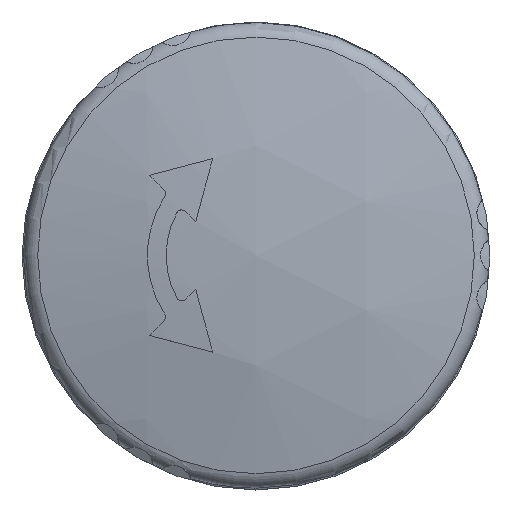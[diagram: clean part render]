
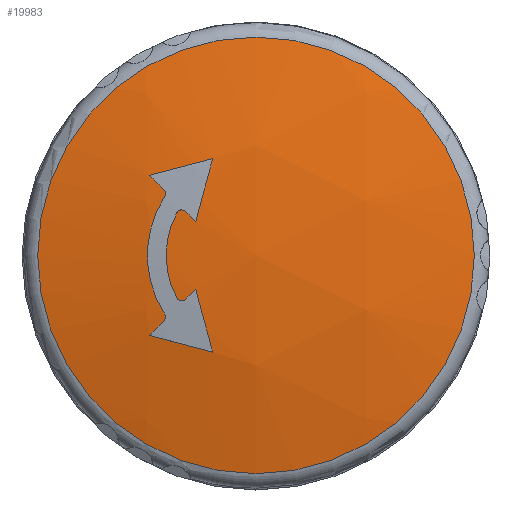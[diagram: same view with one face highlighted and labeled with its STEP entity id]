
A CAD part, top view. The second image highlights one B-rep face of the part: STEP entity #19983.
In plain terms, the highlighted spherical face has radius 50 mm.
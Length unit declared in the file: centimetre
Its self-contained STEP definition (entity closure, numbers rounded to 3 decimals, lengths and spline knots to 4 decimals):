
#16=SPHERICAL_SURFACE('',#21236,5.);
#50=ELLIPSE('',#21207,0.0301,0.03);
#996=FACE_BOUND('',#3175,.T.);
#1074=B_SPLINE_CURVE_WITH_KNOTS('',3,(#33071,#33072,#33073,#33074,#33075,
#33076,#33077,#33078,#33079,#33080),.UNSPECIFIED.,.F.,.F.,(4,2,2,2,4),(-0.0391,
-0.034,-0.0227,-0.0114,0.),
 .UNSPECIFIED.);
#1075=B_SPLINE_CURVE_WITH_KNOTS('',3,(#33100,#33101,#33102,#33103,#33104,
#33105,#33106,#33107,#33108,#33109,#33110,#33111),.UNSPECIFIED.,.F.,.F.,
(4,2,2,2,2,4),(-0.0538,-0.0453,-0.034,
-0.0226,-0.0113,0.),.UNSPECIFIED.);
#1076=B_SPLINE_CURVE_WITH_KNOTS('',3,(#33118,#33119,#33120,#33121,#33122,
#33123,#33124,#33125,#33126,#33127),.UNSPECIFIED.,.F.,.F.,(4,2,2,2,4),(-0.0391,
-0.034,-0.0226,-0.0113,0.),
 .UNSPECIFIED.);
#2095=FACE_OUTER_BOUND('',#3174,.T.);
#3174=EDGE_LOOP('',(#18552));
#3175=EDGE_LOOP('',(#18553,#18554,#18555,#18556,#18557,#18558,#18559,#18560,
#18561,#18562,#18563,#18564,#18565,#18566));
#3448=CIRCLE('',#21184,0.58);
#3449=CIRCLE('',#21187,4.999);
#3450=CIRCLE('',#21189,4.9687);
#3451=CIRCLE('',#21191,4.9872);
#3452=CIRCLE('',#21193,4.999);
#3453=CIRCLE('',#21196,0.48);
#3454=CIRCLE('',#21199,4.999);
#3455=CIRCLE('',#21201,4.9687);
#3456=CIRCLE('',#21203,4.9872);
#3457=CIRCLE('',#21205,4.999);
#3471=CIRCLE('',#21228,1.1663);
#10214=VERTEX_POINT('',#33063);
#10215=VERTEX_POINT('',#33065);
#10216=VERTEX_POINT('',#33069);
#10217=VERTEX_POINT('',#33082);
#10218=VERTEX_POINT('',#33086);
#10219=VERTEX_POINT('',#33090);
#10220=VERTEX_POINT('',#33094);
#10221=VERTEX_POINT('',#33098);
#10222=VERTEX_POINT('',#33113);
#10223=VERTEX_POINT('',#33117);
#10224=VERTEX_POINT('',#33130);
#10225=VERTEX_POINT('',#33134);
#10226=VERTEX_POINT('',#33138);
#10227=VERTEX_POINT('',#33142);
#10250=VERTEX_POINT('',#33810);
#13005=EDGE_CURVE('',#10215,#10214,#3448,.T.);
#13008=EDGE_CURVE('',#10214,#10216,#1074,.T.);
#13010=EDGE_CURVE('',#10216,#10217,#3449,.T.);
#13012=EDGE_CURVE('',#10217,#10218,#3450,.T.);
#13014=EDGE_CURVE('',#10218,#10219,#3451,.T.);
#13016=EDGE_CURVE('',#10219,#10220,#3452,.T.);
#13018=EDGE_CURVE('',#10220,#10221,#1075,.T.);
#13020=EDGE_CURVE('',#10221,#10222,#3453,.T.);
#13021=EDGE_CURVE('',#10223,#10215,#1076,.T.);
#13023=EDGE_CURVE('',#10224,#10223,#3454,.T.);
#13025=EDGE_CURVE('',#10225,#10224,#3455,.T.);
#13027=EDGE_CURVE('',#10226,#10225,#3456,.T.);
#13029=EDGE_CURVE('',#10227,#10226,#3457,.T.);
#13031=EDGE_CURVE('',#10222,#10227,#50,.T.);
#13063=EDGE_CURVE('',#10250,#10250,#3471,.T.);
#18552=ORIENTED_EDGE('',*,*,#13063,.F.);
#18553=ORIENTED_EDGE('',*,*,#13020,.T.);
#18554=ORIENTED_EDGE('',*,*,#13031,.T.);
#18555=ORIENTED_EDGE('',*,*,#13029,.T.);
#18556=ORIENTED_EDGE('',*,*,#13027,.T.);
#18557=ORIENTED_EDGE('',*,*,#13025,.T.);
#18558=ORIENTED_EDGE('',*,*,#13023,.T.);
#18559=ORIENTED_EDGE('',*,*,#13021,.T.);
#18560=ORIENTED_EDGE('',*,*,#13005,.T.);
#18561=ORIENTED_EDGE('',*,*,#13008,.T.);
#18562=ORIENTED_EDGE('',*,*,#13010,.T.);
#18563=ORIENTED_EDGE('',*,*,#13012,.T.);
#18564=ORIENTED_EDGE('',*,*,#13014,.T.);
#18565=ORIENTED_EDGE('',*,*,#13016,.T.);
#18566=ORIENTED_EDGE('',*,*,#13018,.T.);
#19983=ADVANCED_FACE('',(#2095,#996),#16,.T.);
#21184=AXIS2_PLACEMENT_3D('',#33066,#25987,#25988);
#21187=AXIS2_PLACEMENT_3D('',#33084,#25996,#25997);
#21189=AXIS2_PLACEMENT_3D('',#33088,#26001,#26002);
#21191=AXIS2_PLACEMENT_3D('',#33092,#26006,#26007);
#21193=AXIS2_PLACEMENT_3D('',#33096,#26011,#26012);
#21196=AXIS2_PLACEMENT_3D('',#33115,#26019,#26020);
#21199=AXIS2_PLACEMENT_3D('',#33131,#26026,#26027);
#21201=AXIS2_PLACEMENT_3D('',#33135,#26031,#26032);
#21203=AXIS2_PLACEMENT_3D('',#33139,#26036,#26037);
#21205=AXIS2_PLACEMENT_3D('',#33143,#26041,#26042);
#21207=AXIS2_PLACEMENT_3D('',#33146,#26046,#26047);
#21228=AXIS2_PLACEMENT_3D('',#33811,#26088,#26089);
#21236=AXIS2_PLACEMENT_3D('',#33819,#26104,#26105);
#25987=DIRECTION('center_axis',(0.,0.,
-1.));
#25988=DIRECTION('ref_axis',(0.842,0.54,0.));
#25996=DIRECTION('center_axis',(-0.707,-0.707,0.));
#25997=DIRECTION('ref_axis',(0.,0.,
1.));
#26001=DIRECTION('center_axis',(-0.255,0.967,0.));
#26002=DIRECTION('ref_axis',(0.967,0.255,0.));
#26006=DIRECTION('center_axis',(0.966,-0.259,0.));
#26007=DIRECTION('ref_axis',(0.,0.,
-1.));
#26011=DIRECTION('center_axis',(-0.707,-0.707,0.));
#26012=DIRECTION('ref_axis',(0.,0.,
1.));
#26019=DIRECTION('center_axis',(0.,0.,
1.));
#26020=DIRECTION('ref_axis',(-0.881,-0.473,0.));
#26026=DIRECTION('center_axis',(-0.707,0.707,0.));
#26027=DIRECTION('ref_axis',(0.,0.,
1.));
#26031=DIRECTION('center_axis',(-0.255,-0.967,0.));
#26032=DIRECTION('ref_axis',(-0.967,0.255,0.));
#26036=DIRECTION('center_axis',(0.966,0.259,0.));
#26037=DIRECTION('ref_axis',(0.,0.,
-1.));
#26041=DIRECTION('center_axis',(-0.707,0.707,0.));
#26042=DIRECTION('ref_axis',(0.,0.,
1.));
#26046=DIRECTION('center_axis',(-0.079,-0.043,
0.996));
#26047=DIRECTION('ref_axis',(0.878,0.47,0.09));
#26088=DIRECTION('center_axis',(0.,0.,
-1.));
#26089=DIRECTION('ref_axis',(0.,-1.,0.));
#26104=DIRECTION('center_axis',(-1.,0.,
0.));
#26105=DIRECTION('ref_axis',(0.,-1.,0.));
#33063=CARTESIAN_POINT('',(-0.4881,0.3133,1.9712));
#33065=CARTESIAN_POINT('',(-0.4881,-0.3133,1.9712));
#33066=CARTESIAN_POINT('Origin',(0.,0.,
1.9712));
#33069=CARTESIAN_POINT('',(-0.4921,0.3507,1.9683));
#33071=CARTESIAN_POINT('Ctrl Pts',(-0.4881,0.3133,
1.9712));
#33072=CARTESIAN_POINT('Ctrl Pts',(-0.4871,0.3148,
1.9712));
#33073=CARTESIAN_POINT('Ctrl Pts',(-0.4863,0.3164,
1.9712));
#33074=CARTESIAN_POINT('Ctrl Pts',(-0.4841,0.3217,
1.9711));
#33075=CARTESIAN_POINT('Ctrl Pts',(-0.4834,0.3257,
1.9709));
#33076=CARTESIAN_POINT('Ctrl Pts',(-0.4834,0.3333,
1.9704));
#33077=CARTESIAN_POINT('Ctrl Pts',(-0.4841,0.3373,
1.9701));
#33078=CARTESIAN_POINT('Ctrl Pts',(-0.4872,0.3447,
1.9693));
#33079=CARTESIAN_POINT('Ctrl Pts',(-0.4895,0.3481,1.9688));
#33080=CARTESIAN_POINT('Ctrl Pts',(-0.4921,0.3507,
1.9683));
#33082=CARTESIAN_POINT('',(-0.5692,0.4278,1.954));
#33084=CARTESIAN_POINT('Origin',(-0.0707,-0.0707,
-2.995));
#33086=CARTESIAN_POINT('',(-0.2316,0.5168,1.9728));
#33088=CARTESIAN_POINT('Origin',(-0.1424,0.5403,-2.995));
#33090=CARTESIAN_POINT('',(-0.3217,0.1803,1.9914));
#33092=CARTESIAN_POINT('Origin',(-0.3453,0.0925,-2.995));
#33094=CARTESIAN_POINT('',(-0.3753,0.2339,1.9854));
#33096=CARTESIAN_POINT('Origin',(-0.0707,-0.0707,
-2.995));
#33098=CARTESIAN_POINT('',(-0.423,0.2269,1.9819));
#33100=CARTESIAN_POINT('Ctrl Pts',(-0.3753,0.2339,
1.9854));
#33101=CARTESIAN_POINT('Ctrl Pts',(-0.3775,0.236,
1.9851));
#33102=CARTESIAN_POINT('Ctrl Pts',(-0.3799,0.2378,
1.9849));
#33103=CARTESIAN_POINT('Ctrl Pts',(-0.3857,0.2409,
1.9843));
#33104=CARTESIAN_POINT('Ctrl Pts',(-0.3896,0.2422,
1.9839));
#33105=CARTESIAN_POINT('Ctrl Pts',(-0.3975,0.243,
1.9832));
#33106=CARTESIAN_POINT('Ctrl Pts',(-0.4016,0.2425,
1.9829));
#33107=CARTESIAN_POINT('Ctrl Pts',(-0.4088,0.2403,
1.9825));
#33108=CARTESIAN_POINT('Ctrl Pts',(-0.4125,0.2385,
1.9823));
#33109=CARTESIAN_POINT('Ctrl Pts',(-0.4186,0.2334,
1.982));
#33110=CARTESIAN_POINT('Ctrl Pts',(-0.4212,0.2302,
1.9819));
#33111=CARTESIAN_POINT('Ctrl Pts',(-0.423,0.2269,
1.9819));
#33113=CARTESIAN_POINT('',(-0.423,-0.2269,1.9819));
#33115=CARTESIAN_POINT('Origin',(0.,0.,
1.9819));
#33117=CARTESIAN_POINT('',(-0.4921,-0.3507,1.9683));
#33118=CARTESIAN_POINT('Ctrl Pts',(-0.4921,-0.3507,1.9683));
#33119=CARTESIAN_POINT('Ctrl Pts',(-0.4909,-0.3495,
1.9686));
#33120=CARTESIAN_POINT('Ctrl Pts',(-0.4897,-0.3481,
1.9688));
#33121=CARTESIAN_POINT('Ctrl Pts',(-0.4864,-0.3434,
1.9694));
#33122=CARTESIAN_POINT('Ctrl Pts',(-0.4848,-0.3396,
1.9698));
#33123=CARTESIAN_POINT('Ctrl Pts',(-0.4832,-0.3322,
1.9705));
#33124=CARTESIAN_POINT('Ctrl Pts',(-0.4831,-0.3281,
1.9708));
#33125=CARTESIAN_POINT('Ctrl Pts',(-0.4845,-0.3203,
1.9712));
#33126=CARTESIAN_POINT('Ctrl Pts',(-0.4861,-0.3165,
1.9712));
#33127=CARTESIAN_POINT('Ctrl Pts',(-0.4881,-0.3133,
1.9712));
#33130=CARTESIAN_POINT('',(-0.5692,-0.4278,1.954));
#33131=CARTESIAN_POINT('Origin',(-0.0707,0.0707,
-2.995));
#33134=CARTESIAN_POINT('',(-0.2316,-0.5168,1.9728));
#33135=CARTESIAN_POINT('Origin',(-0.1424,-0.5403,-2.995));
#33138=CARTESIAN_POINT('',(-0.3217,-0.1803,1.9914));
#33139=CARTESIAN_POINT('Origin',(-0.3453,-0.0925,
-2.995));
#33142=CARTESIAN_POINT('',(-0.3753,-0.2339,1.9854));
#33143=CARTESIAN_POINT('Origin',(-0.0707,0.0707,
-2.995));
#33146=CARTESIAN_POINT('Origin',(-0.3966,-0.2127,
1.9846));
#33810=CARTESIAN_POINT('',(0.,-1.1663,1.8671));
#33811=CARTESIAN_POINT('Origin',(0.,0.,
1.8671));
#33819=CARTESIAN_POINT('Origin',(0.,0.,
-2.995));
